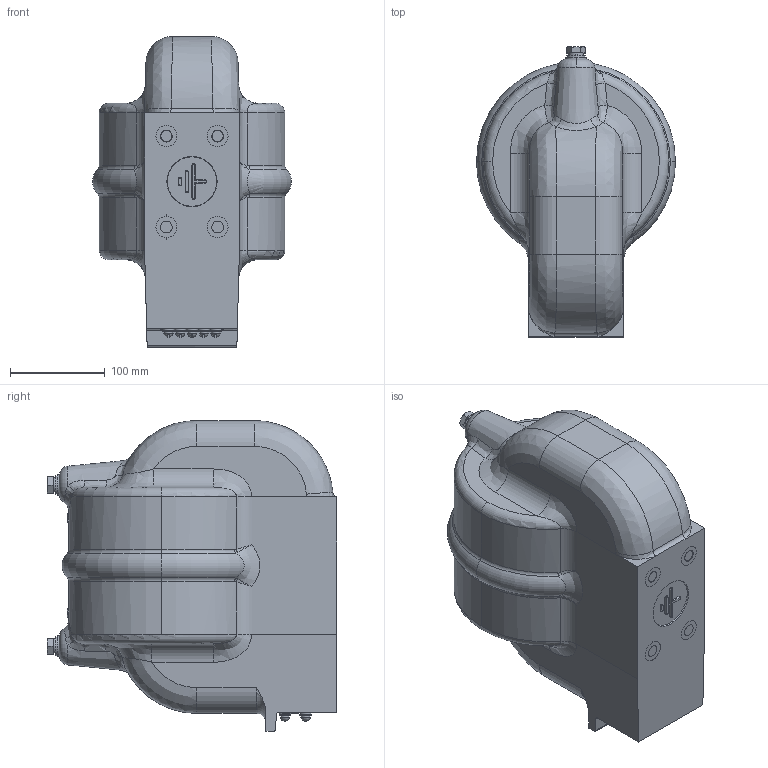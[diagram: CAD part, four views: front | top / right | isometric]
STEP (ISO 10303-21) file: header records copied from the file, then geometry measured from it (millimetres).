
FILE_DESCRIPTION (( 'STEP AP203' ), '1' );
FILE_NAME ('ﾎﾋﾑ-1,25)10.STEP', '2018-01-18T09:43:30', ( '' ), ( '' ), 'SwSTEP 2.0', 'SolidWorks 2010', '' );
FILE_SCHEMA (( 'CONFIG_CONTROL_DESIGN' ));
Length unit declared in the file: millimetre
Products named in the file (1): ﾎﾋﾑ-1,25)10
Bounding box: 210 x 305.9 x 328 mm (x, y, z)
Surface area: 288108.2 mm2 (no closed solid volume)
Topology: 0 solids, 43 shells, 415 faces, 1324 edges, 939 vertices
Faces by surface type: plane 162, cone 101, cylinder 64, bspline 51, torus 27, sphere 10
Entity records: 19414 total; most frequent: CARTESIAN_POINT 8070, DIRECTION 2349, ORIENTED_EDGE 2177, EDGE_CURVE 1320, VERTEX_POINT 939, AXIS2_PLACEMENT_3D 892, LINE 565, VECTOR 565
